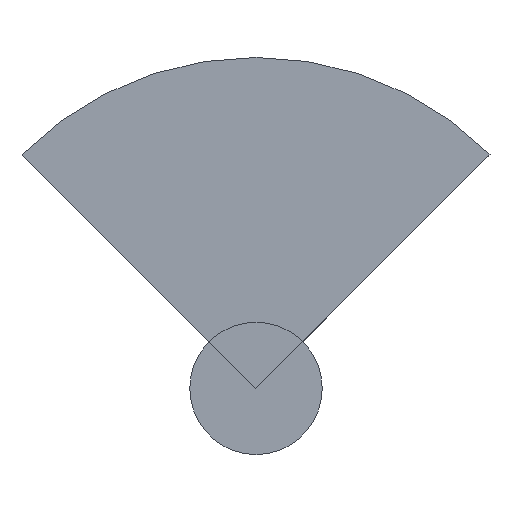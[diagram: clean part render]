
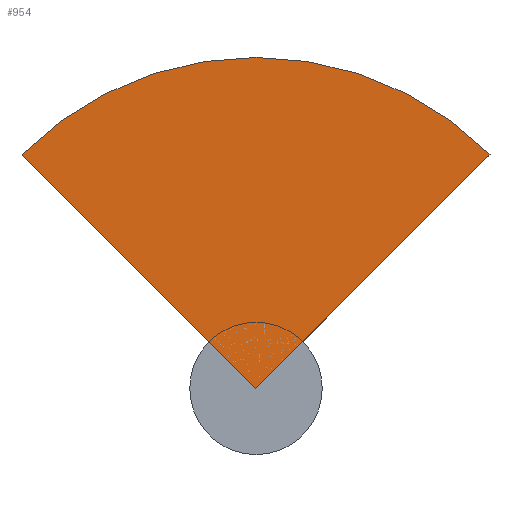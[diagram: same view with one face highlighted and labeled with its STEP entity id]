
A CAD part, front view. The second image highlights one B-rep face of the part: STEP entity #954.
In plain terms, the highlighted planar face has unit normal (0, -1, 0).
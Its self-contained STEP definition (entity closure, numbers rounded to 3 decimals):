
#1 = CARTESIAN_POINT ( 'NONE',  ( 0., -10000., 2500. ) ) ;
#41 = FACE_OUTER_BOUND ( 'NONE', #217, .T. ) ;
#52 = CARTESIAN_POINT ( 'NONE',  ( 1767.767, -10000., 1767.767 ) ) ;
#79 = CARTESIAN_POINT ( 'NONE',  ( -1767.767, -10000., 1767.767 ) ) ;
#102 = LINE ( 'NONE', #119, #613 ) ;
#119 = CARTESIAN_POINT ( 'NONE',  ( 0., -10000., 0. ) ) ;
#217 = EDGE_LOOP ( 'NONE', ( #273, #284, #448, #235 ) ) ;
#234 = CIRCLE ( 'NONE', #248, 2500. ) ;
#235 = ORIENTED_EDGE ( 'NONE', *, *, #546, .F. ) ;
#248 = AXIS2_PLACEMENT_3D ( 'NONE', #377, #516, #750 ) ;
#270 = AXIS2_PLACEMENT_3D ( 'NONE', #589, #648, #272 ) ;
#272 = DIRECTION ( 'NONE',  ( 0., 0., 1. ) ) ;
#273 = ORIENTED_EDGE ( 'NONE', *, *, #550, .F. ) ;
#281 = DIRECTION ( 'NONE',  ( -0.707, 0., 0.707 ) ) ;
#284 = ORIENTED_EDGE ( 'NONE', *, *, #916, .F. ) ;
#294 = VERTEX_POINT ( 'NONE', #1 ) ;
#299 = DIRECTION ( 'NONE',  ( 0., 0., 1. ) ) ;
#377 = CARTESIAN_POINT ( 'NONE',  ( 0., -10000., 0. ) ) ;
#405 = VECTOR ( 'NONE', #281, 1000. ) ;
#434 = PLANE ( 'NONE',  #270 ) ;
#448 = ORIENTED_EDGE ( 'NONE', *, *, #560, .F. ) ;
#514 = VERTEX_POINT ( 'NONE', #52 ) ;
#516 = DIRECTION ( 'NONE',  ( 0., 1., 0. ) ) ;
#538 = CIRCLE ( 'NONE', #610, 2500. ) ;
#546 = EDGE_CURVE ( 'NONE', #687, #294, #538, .T. ) ;
#550 = EDGE_CURVE ( 'NONE', #908, #687, #609, .T. ) ;
#560 = EDGE_CURVE ( 'NONE', #294, #514, #234, .T. ) ;
#589 = CARTESIAN_POINT ( 'NONE',  ( 0., -10000., 0. ) ) ;
#609 = LINE ( 'NONE', #681, #405 ) ;
#610 = AXIS2_PLACEMENT_3D ( 'NONE', #831, #964, #299 ) ;
#613 = VECTOR ( 'NONE', #948, 1000. ) ;
#648 = DIRECTION ( 'NONE',  ( 0., 1., 0. ) ) ;
#653 = CARTESIAN_POINT ( 'NONE',  ( 0., -10000., 0. ) ) ;
#681 = CARTESIAN_POINT ( 'NONE',  ( 0., -10000., 0. ) ) ;
#687 = VERTEX_POINT ( 'NONE', #79 ) ;
#750 = DIRECTION ( 'NONE',  ( 0., 0., 1. ) ) ;
#831 = CARTESIAN_POINT ( 'NONE',  ( 0., -10000., 0. ) ) ;
#908 = VERTEX_POINT ( 'NONE', #653 ) ;
#916 = EDGE_CURVE ( 'NONE', #514, #908, #102, .T. ) ;
#948 = DIRECTION ( 'NONE',  ( -0.707, 0., -0.707 ) ) ;
#954 = ADVANCED_FACE ( 'NONE', ( #41 ), #434, .F. ) ;
#964 = DIRECTION ( 'NONE',  ( 0., 1., 0. ) ) ;
